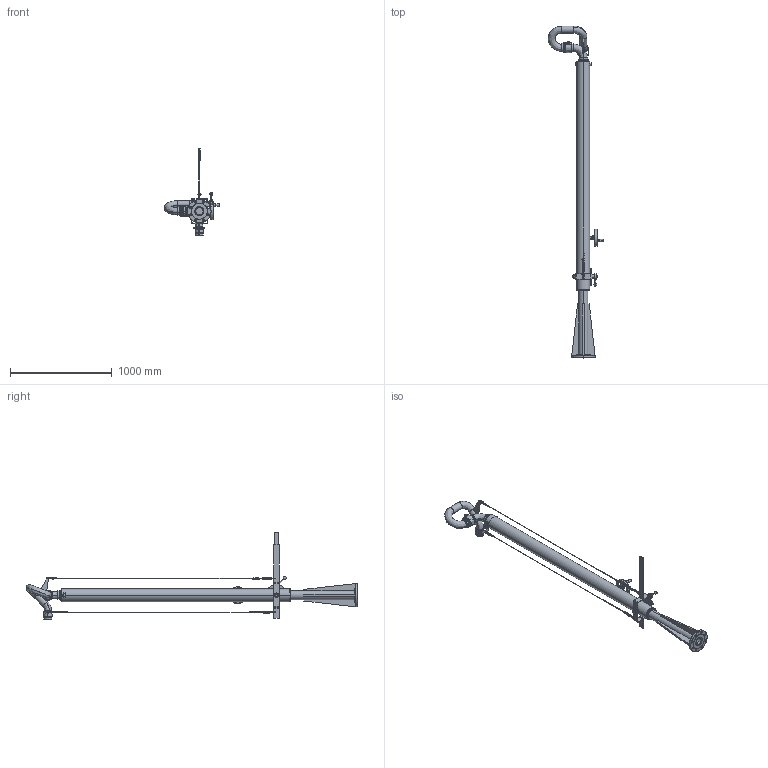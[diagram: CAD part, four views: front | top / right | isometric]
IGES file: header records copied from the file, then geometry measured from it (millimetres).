
Start section: SolidWorks IGES file using analytic representation for surfaces
Global section: file name: 299-11EL_Python_ElevatedDD.IGS; native system: SolidWorks 2010; preprocessor: SolidWorks 2010; author: Rick; date: 100726.151557; units: inch
Bounding box: 546.89 x 3261.05 x 852.23 mm (x, y, z)
Surface area: 4697324.6 mm2 (no closed solid volume)
Topology: 0 solids, 0 shells, 1584 faces, 20097 edges, 20080 vertices
Faces by surface type: bspline 1002, revolution 582
